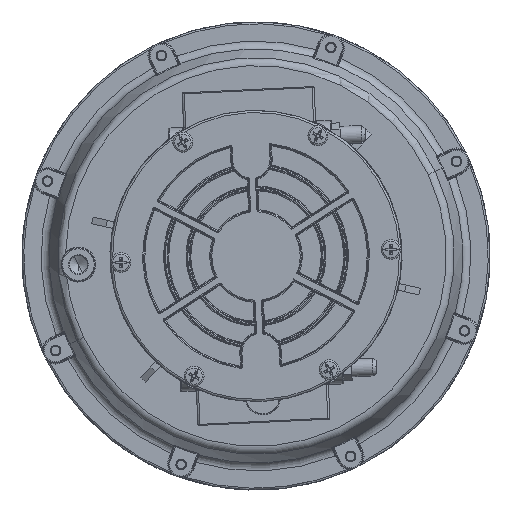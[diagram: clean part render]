
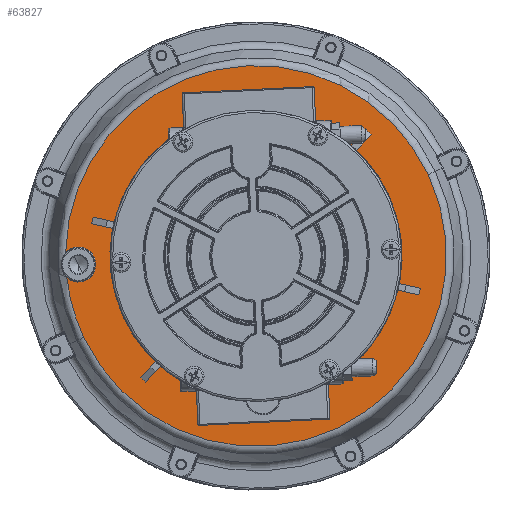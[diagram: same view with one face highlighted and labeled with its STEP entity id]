
A CAD part, front view. The second image highlights one B-rep face of the part: STEP entity #63827.
In plain terms, the highlighted face is planar.
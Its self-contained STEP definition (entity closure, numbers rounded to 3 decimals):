
#55984=CARTESIAN_POINT('',(-40.547,-82.038,0.));
#56006=CARTESIAN_POINT('',(-29.338,-86.681,0.));
#56018=CARTESIAN_POINT('',(-32.719,-78.992,0.));
#56019=DIRECTION('',(0.,0.,-1.));
#56020=DIRECTION('',(-0.932,-0.363,0.));
#56021=AXIS2_PLACEMENT_3D('',#56018,#56019,#56020);
#56159=CARTESIAN_POINT('',(0.,0.,0.));
#56160=DIRECTION('',(0.,0.,-1.));
#56161=DIRECTION('',(-0.593,-0.805,0.));
#56162=AXIS2_PLACEMENT_3D('',#56159,#56160,#56161);
#56164=DIRECTION('',(0.609,0.793,0.));
#56165=VECTOR('',#56164,10.302);
#56166=CARTESIAN_POINT('',(-47.726,-64.826,0.));
#56167=LINE('',#56166,#56165);
#56168=DIRECTION('',(-0.383,0.924,0.));
#56169=VECTOR('',#56168,10.302);
#56170=CARTESIAN_POINT('',(29.322,-74.97,0.));
#56171=LINE('',#56170,#56169);
#56172=CARTESIAN_POINT('',(0.,0.,0.));
#56173=DIRECTION('',(0.,0.,-1.));
#56174=DIRECTION('',(0.401,-0.916,0.));
#56175=AXIS2_PLACEMENT_3D('',#56172,#56173,#56174);
#56177=DIRECTION('',(-0.383,0.924,0.));
#56178=VECTOR('',#56177,10.302);
#56179=CARTESIAN_POINT('',(32.278,-73.745,0.));
#56180=LINE('',#56179,#56178);
#56181=DIRECTION('',(-0.609,-0.793,0.));
#56182=VECTOR('',#56181,10.302);
#56183=CARTESIAN_POINT('',(50.265,62.878,0.));
#56184=LINE('',#56183,#56182);
#56185=CARTESIAN_POINT('',(0.,0.,0.));
#56186=DIRECTION('',(0.,0.,-1.));
#56187=DIRECTION('',(0.593,0.805,0.));
#56188=AXIS2_PLACEMENT_3D('',#56185,#56186,#56187);
#56190=DIRECTION('',(-0.609,-0.793,0.));
#56191=VECTOR('',#56190,10.302);
#56192=CARTESIAN_POINT('',(47.726,64.826,0.));
#56193=LINE('',#56192,#56191);
#56194=DIRECTION('',(0.383,-0.924,0.));
#56195=VECTOR('',#56194,10.302);
#56196=CARTESIAN_POINT('',(-29.322,74.97,0.));
#56197=LINE('',#56196,#56195);
#56198=CARTESIAN_POINT('',(0.,0.,0.));
#56199=DIRECTION('',(0.,0.,-1.));
#56200=DIRECTION('',(-0.401,0.916,0.));
#56201=AXIS2_PLACEMENT_3D('',#56198,#56199,#56200);
#56203=DIRECTION('',(0.383,-0.924,0.));
#56204=VECTOR('',#56203,10.302);
#56205=CARTESIAN_POINT('',(-32.278,73.745,0.));
#56206=LINE('',#56205,#56204);
#56207=DIRECTION('',(0.609,0.793,0.));
#56208=VECTOR('',#56207,10.302);
#56209=CARTESIAN_POINT('',(-50.265,-62.878,0.));
#56210=LINE('',#56209,#56208);
#56211=CARTESIAN_POINT('',(0.,0.,0.));
#56212=DIRECTION('',(0.,0.,1.));
#56213=DIRECTION('',(0.,1.,0.));
#56214=AXIS2_PLACEMENT_3D('',#56211,#56212,#56213);
#56216=CARTESIAN_POINT('',(0.,0.,0.));
#56217=DIRECTION('',(0.,0.,1.));
#56218=DIRECTION('',(0.,-1.,0.));
#56219=AXIS2_PLACEMENT_3D('',#56216,#56217,#56218);
#56221=CARTESIAN_POINT('',(0.,0.,0.));
#56222=DIRECTION('',(0.,0.,1.));
#56223=DIRECTION('',(-0.321,-0.947,0.));
#56224=AXIS2_PLACEMENT_3D('',#56221,#56222,#56223);
#56247=CARTESIAN_POINT('',(0.,0.,0.));
#56248=DIRECTION('',(0.,0.,1.));
#56249=DIRECTION('',(-0.591,-0.807,0.));
#56250=AXIS2_PLACEMENT_3D('',#56247,#56248,#56249);
#56252=CARTESIAN_POINT('',(0.,0.,0.));
#56253=DIRECTION('',(0.,0.,1.));
#56254=DIRECTION('',(-0.404,0.915,0.));
#56255=AXIS2_PLACEMENT_3D('',#56252,#56253,#56254);
#56257=CARTESIAN_POINT('',(0.,0.,0.));
#56258=DIRECTION('',(0.,0.,1.));
#56259=DIRECTION('',(0.,1.,0.));
#56260=AXIS2_PLACEMENT_3D('',#56257,#56258,#56259);
#56325=CARTESIAN_POINT('',(0.,0.,0.));
#56326=DIRECTION('',(0.,0.,-1.));
#56327=DIRECTION('',(0.,1.,0.));
#56328=AXIS2_PLACEMENT_3D('',#56325,#56326,#56327);
#56330=CARTESIAN_POINT('',(0.,0.,0.));
#56331=DIRECTION('',(0.,0.,-1.));
#56332=DIRECTION('',(0.627,0.779,0.));
#56333=AXIS2_PLACEMENT_3D('',#56330,#56331,#56332);
#56335=CARTESIAN_POINT('',(0.,0.,0.));
#56336=DIRECTION('',(0.,0.,-1.));
#56337=DIRECTION('',(0.362,-0.932,0.));
#56338=AXIS2_PLACEMENT_3D('',#56335,#56336,#56337);
#58305=CARTESIAN_POINT('',(0.,70.2,0.));
#58307=VERTEX_POINT('',#58305);
#58333=CARTESIAN_POINT('',(0.,-70.2,0.));
#58335=VERTEX_POINT('',#58333);
#58361=CARTESIAN_POINT('',(0.,-91.512,0.));
#58362=CARTESIAN_POINT('',(0.,91.512,0.));
#58363=VERTEX_POINT('',#58361);
#58364=VERTEX_POINT('',#58362);
#58643=CARTESIAN_POINT('',(32.278,-73.745,0.));
#58644=CARTESIAN_POINT('',(29.322,-74.97,0.));
#58645=VERTEX_POINT('',#58643);
#58646=VERTEX_POINT('',#58644);
#58647=CARTESIAN_POINT('',(25.379,-65.452,0.));
#58648=VERTEX_POINT('',#58647);
#58649=CARTESIAN_POINT('',(28.336,-64.227,0.));
#58650=VERTEX_POINT('',#58649);
#58659=CARTESIAN_POINT('',(47.726,64.826,0.));
#58660=CARTESIAN_POINT('',(50.265,62.878,0.));
#58661=VERTEX_POINT('',#58659);
#58662=VERTEX_POINT('',#58660);
#58663=CARTESIAN_POINT('',(43.993,54.705,0.));
#58664=VERTEX_POINT('',#58663);
#58665=CARTESIAN_POINT('',(41.455,56.653,0.));
#58666=VERTEX_POINT('',#58665);
#58675=CARTESIAN_POINT('',(-32.278,73.745,0.));
#58676=CARTESIAN_POINT('',(-29.322,74.97,0.));
#58677=VERTEX_POINT('',#58675);
#58678=VERTEX_POINT('',#58676);
#58679=CARTESIAN_POINT('',(-25.379,65.452,0.));
#58680=VERTEX_POINT('',#58679);
#58681=CARTESIAN_POINT('',(-28.336,64.227,0.));
#58682=VERTEX_POINT('',#58681);
#58691=CARTESIAN_POINT('',(-47.726,-64.826,0.));
#58692=CARTESIAN_POINT('',(-50.265,-62.878,0.));
#58693=VERTEX_POINT('',#58691);
#58694=VERTEX_POINT('',#58692);
#58695=CARTESIAN_POINT('',(-43.993,-54.705,0.));
#58696=VERTEX_POINT('',#58695);
#58697=CARTESIAN_POINT('',(-41.455,-56.653,0.));
#58698=VERTEX_POINT('',#58697);
#59122=VERTEX_POINT('',#55984);
#59125=VERTEX_POINT('',#56006);
#63777=CARTESIAN_POINT('',(0.,0.,0.));
#63778=DIRECTION('',(0.,0.,1.));
#63779=DIRECTION('',(0.,1.,0.));
#63780=AXIS2_PLACEMENT_3D('',#63777,#63778,#63779);
#63781=PLANE('',#63780);
#63782=ORIENTED_EDGE('',*,*,#63544,.F.);
#63783=ORIENTED_EDGE('',*,*,#63399,.F.);
#63785=ORIENTED_EDGE('',*,*,#63784,.F.);
#63786=ORIENTED_EDGE('',*,*,#63392,.F.);
#63787=EDGE_LOOP('',(#63782,#63783,#63785,#63786));
#63788=FACE_OUTER_BOUND('',#63787,.F.);
#63790=ORIENTED_EDGE('',*,*,#63789,.F.);
#63792=ORIENTED_EDGE('',*,*,#63791,.T.);
#63794=ORIENTED_EDGE('',*,*,#63793,.T.);
#63796=ORIENTED_EDGE('',*,*,#63795,.F.);
#63798=ORIENTED_EDGE('',*,*,#63797,.F.);
#63800=ORIENTED_EDGE('',*,*,#63799,.F.);
#63802=ORIENTED_EDGE('',*,*,#63801,.T.);
#63804=ORIENTED_EDGE('',*,*,#63803,.F.);
#63806=ORIENTED_EDGE('',*,*,#63805,.F.);
#63808=ORIENTED_EDGE('',*,*,#63807,.F.);
#63810=ORIENTED_EDGE('',*,*,#63809,.T.);
#63812=ORIENTED_EDGE('',*,*,#63811,.F.);
#63814=ORIENTED_EDGE('',*,*,#63813,.T.);
#63816=ORIENTED_EDGE('',*,*,#63815,.F.);
#63818=ORIENTED_EDGE('',*,*,#63817,.F.);
#63820=ORIENTED_EDGE('',*,*,#63819,.T.);
#63822=ORIENTED_EDGE('',*,*,#63821,.T.);
#63824=ORIENTED_EDGE('',*,*,#63823,.F.);
#63825=EDGE_LOOP('',(#63790,#63792,#63794,#63796,#63798,#63800,#63802,#63804,
#63806,#63808,#63810,#63812,#63814,#63816,#63818,#63820,#63822,#63824));
#63826=FACE_BOUND('',#63825,.F.);
#63827=ADVANCED_FACE('',(#63788,#63826),#63781,.T.);
#56022=CIRCLE('',#56021,8.4);
#56163=CIRCLE('',#56162,80.5);
#56176=CIRCLE('',#56175,80.5);
#56189=CIRCLE('',#56188,80.5);
#56202=CIRCLE('',#56201,80.5);
#56215=CIRCLE('',#56214,91.512);
#56220=CIRCLE('',#56219,91.512);
#56225=CIRCLE('',#56224,91.512);
#56251=CIRCLE('',#56250,70.2);
#56256=CIRCLE('',#56255,70.2);
#56261=CIRCLE('',#56260,70.2);
#56329=CIRCLE('',#56328,70.2);
#56334=CIRCLE('',#56333,70.2);
#56339=CIRCLE('',#56338,70.2);
#63392=EDGE_CURVE('',#59125,#58363,#56225,.T.);
#63399=EDGE_CURVE('',#58364,#59122,#56215,.T.);
#63544=EDGE_CURVE('',#59122,#59125,#56022,.T.);
#63784=EDGE_CURVE('',#58363,#58364,#56220,.T.);
#63789=EDGE_CURVE('',#58693,#58694,#56163,.T.);
#63791=EDGE_CURVE('',#58693,#58698,#56167,.T.);
#63793=EDGE_CURVE('',#58698,#58335,#56251,.T.);
#63795=EDGE_CURVE('',#58648,#58335,#56339,.T.);
#63797=EDGE_CURVE('',#58646,#58648,#56171,.T.);
#63799=EDGE_CURVE('',#58645,#58646,#56176,.T.);
#63801=EDGE_CURVE('',#58645,#58650,#56180,.T.);
#63803=EDGE_CURVE('',#58664,#58650,#56334,.T.);
#63805=EDGE_CURVE('',#58662,#58664,#56184,.T.);
#63807=EDGE_CURVE('',#58661,#58662,#56189,.T.);
#63809=EDGE_CURVE('',#58661,#58666,#56193,.T.);
#63811=EDGE_CURVE('',#58307,#58666,#56329,.T.);
#63813=EDGE_CURVE('',#58307,#58680,#56261,.T.);
#63815=EDGE_CURVE('',#58678,#58680,#56197,.T.);
#63817=EDGE_CURVE('',#58677,#58678,#56202,.T.);
#63819=EDGE_CURVE('',#58677,#58682,#56206,.T.);
#63821=EDGE_CURVE('',#58682,#58696,#56256,.T.);
#63823=EDGE_CURVE('',#58694,#58696,#56210,.T.);
